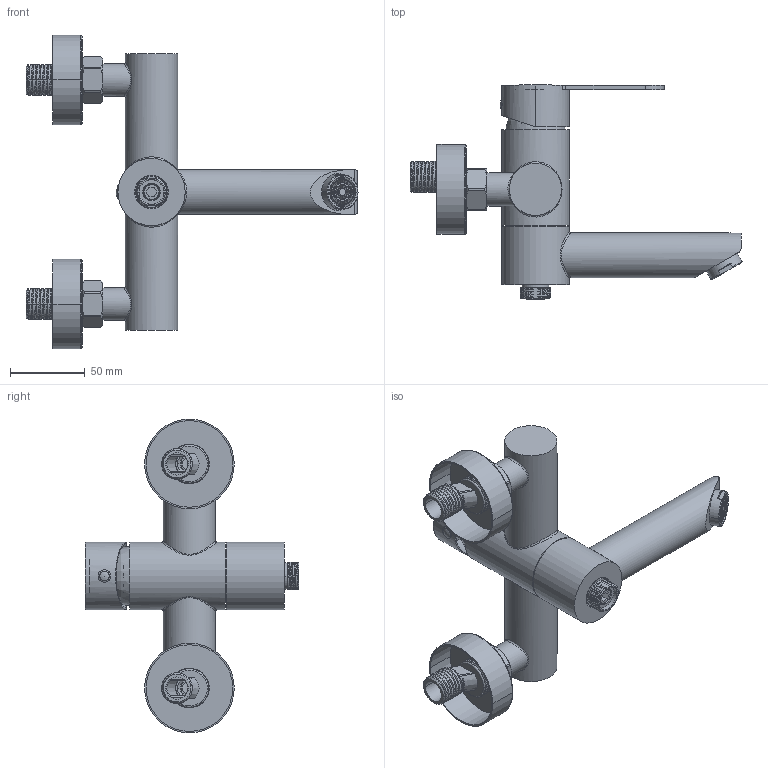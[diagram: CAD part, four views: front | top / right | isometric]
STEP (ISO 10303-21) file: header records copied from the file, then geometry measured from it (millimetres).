
FILE_DESCRIPTION(/* description */ (''),/* implementation_level */ '2;1');
FILE_NAME(/* name */ 'BLU_F10M.stp',/* time_stamp */ '2022-07-03T17:22:38+08:00',/* author */ (''),/* organization */ (''),/* preprocessor_version */ 'ST-DEVELOPER v16',/* originating_system */ 'SIEMENS PLM Software NX 10.0',/* authorisation */ '');
FILE_SCHEMA (('AP203_CONFIGURATION_CONTROLLED_3D_DESIGN_OF_MECHANICAL_PARTS_AND_ASSEMBLIES_MIM_LF { 1 0 10303 403 2 1 2}'));
Length unit declared in the file: millimetre
Products named in the file (1): Admi776CD82Ffl94
Bounding box: 222.15 x 143.15 x 210 mm (x, y, z)
Volume: 272094.5 mm3; surface area: 184087.4 mm2
Topology: 31 solids, 31 shells, 2183 faces, 5288 edges, 3399 vertices
Faces by surface type: cylinder 926, plane 748, bspline 187, extrusion 108, cone 101, torus 71, revolution 39, sphere 3
Full cylindrical faces by diameter (mm): 3.2 x1, 4.699 x2, 5.3 x2, 6 x5, 6.3 x1, 6.8 x1, 7 x1, 8 x6, 10.9 x1, 16 x1, 16.5 x2, 18.8 x2, 20 x1, 20.5 x2, 21 x3, 21.5 x1, 22 x2, 22.5 x1, 23 x1, 23.4 x1, 24.5 x4, 27 x1, 28.5 x1, 30 x1, 31 x1, 32 x2, 35 x3, 35.8 x1, 36 x1, 45 x2
Entity records: 100443 total; most frequent: CARTESIAN_POINT 52365, ORIENTED_EDGE 10276, DIRECTION 8984, EDGE_CURVE 5138, AXIS2_PLACEMENT_3D 3356, VERTEX_POINT 3350, EDGE_LOOP 2595, VECTOR 2233
